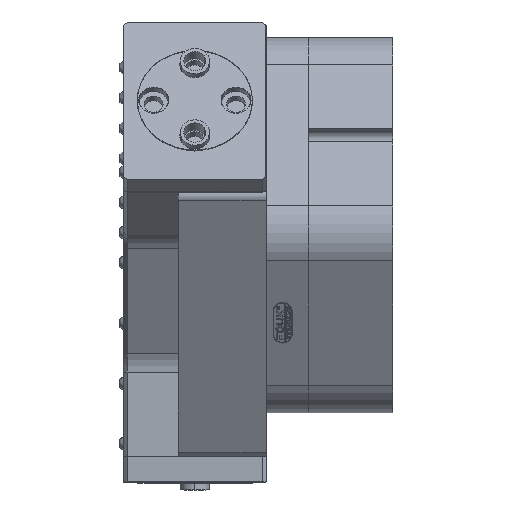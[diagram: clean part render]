
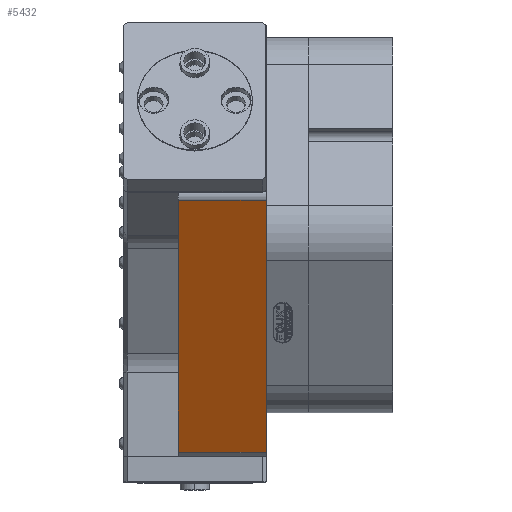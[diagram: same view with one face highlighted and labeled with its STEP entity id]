
A CAD part, left-side view. The second image highlights one B-rep face of the part: STEP entity #5432.
In plain terms, the highlighted planar face has unit normal (-0.866, 0, -0.5).
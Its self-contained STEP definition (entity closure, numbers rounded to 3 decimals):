
#2753 = CARTESIAN_POINT ( 'NONE',  ( -53.405, 23., -122.5 ) ) ;
#3806 = LINE ( 'NONE', #20976, #27541 ) ;
#4961 = DIRECTION ( 'NONE',  ( 0.5, 0., -0.866 ) ) ;
#5281 = CARTESIAN_POINT ( 'NONE',  ( 0., 23., -215. ) ) ;
#5432 = ADVANCED_FACE ( 'NONE', ( #15340 ), #18162, .T. ) ;
#7502 = EDGE_CURVE ( 'NONE', #31482, #33061, #17518, .T. ) ;
#9068 = ORIENTED_EDGE ( 'NONE', *, *, #37464, .F. ) ;
#11003 = CARTESIAN_POINT ( 'NONE',  ( 0., 101., -215. ) ) ;
#13434 = DIRECTION ( 'NONE',  ( 0., 1., 0. ) ) ;
#14466 = EDGE_CURVE ( 'NONE', #16866, #40932, #3806, .T. ) ;
#14733 = AXIS2_PLACEMENT_3D ( 'NONE', #11003, #40517, #18002 ) ;
#15163 = VECTOR ( 'NONE', #25009, 1000. ) ;
#15340 = FACE_OUTER_BOUND ( 'NONE', #44244, .T. ) ;
#16722 = CARTESIAN_POINT ( 'NONE',  ( -93.098, 71., -53.75 ) ) ;
#16866 = VERTEX_POINT ( 'NONE', #25035 ) ;
#17518 = LINE ( 'NONE', #28551, #15163 ) ;
#18002 = DIRECTION ( 'NONE',  ( -0.5, 0., 0.866 ) ) ;
#18109 = ORIENTED_EDGE ( 'NONE', *, *, #23236, .F. ) ;
#18162 = PLANE ( 'NONE',  #14733 ) ;
#20976 = CARTESIAN_POINT ( 'NONE',  ( -132.791, 101., 15. ) ) ;
#23236 = EDGE_CURVE ( 'NONE', #16866, #33061, #46883, .T. ) ;
#23254 = LINE ( 'NONE', #16722, #45273 ) ;
#25009 = DIRECTION ( 'NONE',  ( 0., -1., 0. ) ) ;
#25035 = CARTESIAN_POINT ( 'NONE',  ( -132.791, 23., 15. ) ) ;
#27541 = VECTOR ( 'NONE', #13434, 1000. ) ;
#28551 = CARTESIAN_POINT ( 'NONE',  ( -53.405, 101., -122.5 ) ) ;
#31482 = VERTEX_POINT ( 'NONE', #40345 ) ;
#33061 = VERTEX_POINT ( 'NONE', #2753 ) ;
#33732 = ORIENTED_EDGE ( 'NONE', *, *, #14466, .T. ) ;
#34933 = DIRECTION ( 'NONE',  ( -0.5, 0., 0.866 ) ) ;
#37066 = VECTOR ( 'NONE', #4961, 1000. ) ;
#37464 = EDGE_CURVE ( 'NONE', #31482, #40932, #23254, .T. ) ;
#40345 = CARTESIAN_POINT ( 'NONE',  ( -53.405, 71., -122.5 ) ) ;
#40517 = DIRECTION ( 'NONE',  ( -0.866, 0., -0.5 ) ) ;
#40932 = VERTEX_POINT ( 'NONE', #45753 ) ;
#44244 = EDGE_LOOP ( 'NONE', ( #18109, #33732, #9068, #47357 ) ) ;
#45273 = VECTOR ( 'NONE', #34933, 1000. ) ;
#45753 = CARTESIAN_POINT ( 'NONE',  ( -132.791, 71., 15. ) ) ;
#46883 = LINE ( 'NONE', #5281, #37066 ) ;
#47357 = ORIENTED_EDGE ( 'NONE', *, *, #7502, .T. ) ;
